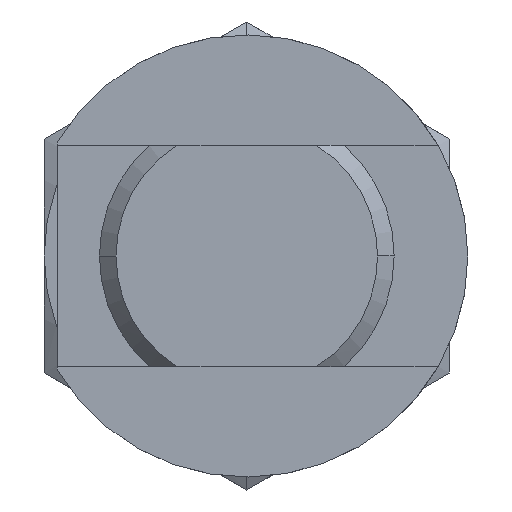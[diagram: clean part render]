
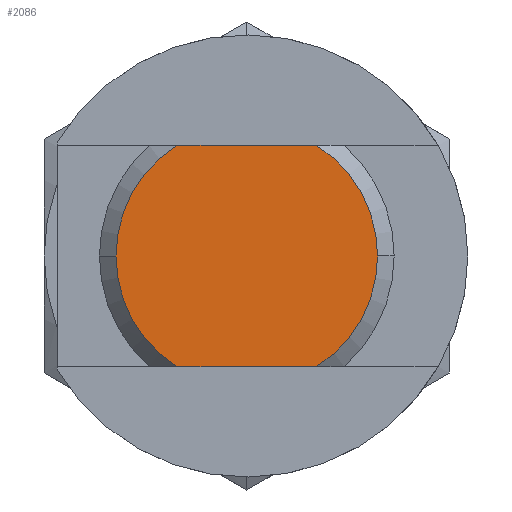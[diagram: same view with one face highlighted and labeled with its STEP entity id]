
A CAD part, front view. The second image highlights one B-rep face of the part: STEP entity #2086.
In plain terms, the highlighted planar face has unit normal (0, -1, 0).
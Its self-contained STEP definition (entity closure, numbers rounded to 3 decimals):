
#1065=CARTESIAN_POINT('',(7.1,0.0,0.));
#1066=VERTEX_POINT('',#1065);
#1073=CARTESIAN_POINT('',(3.796,0.0,-6.));
#1074=VERTEX_POINT('',#1073);
#1075=CARTESIAN_POINT('',(0.0,0.0,0.0));
#1076=DIRECTION('',(0.0,1.0,0.0));
#1077=DIRECTION('',(1.0,0.0,0.0));
#1078=AXIS2_PLACEMENT_3D('',#1075,#1076,#1077);
#1079=CIRCLE('',#1078,7.1);
#1080=EDGE_CURVE('',#1066,#1074,#1079,.T.);
#1154=CARTESIAN_POINT('',(-7.1,0.0,0.));
#1155=VERTEX_POINT('',#1154);
#1162=CARTESIAN_POINT('',(-3.796,0.0,6.));
#1163=VERTEX_POINT('',#1162);
#1164=CARTESIAN_POINT('',(0.0,0.0,0.0));
#1165=DIRECTION('',(0.0,1.0,0.0));
#1166=DIRECTION('',(-1.0,0.0,0.0));
#1167=AXIS2_PLACEMENT_3D('',#1164,#1165,#1166);
#1168=CIRCLE('',#1167,7.1);
#1169=EDGE_CURVE('',#1155,#1163,#1168,.T.);
#1203=CARTESIAN_POINT('',(-3.796,0.0,-6.));
#1204=VERTEX_POINT('',#1203);
#1218=CARTESIAN_POINT('',(0.0,0.0,0.0));
#1219=DIRECTION('',(0.0,1.0,0.0));
#1220=DIRECTION('',(-1.0,0.0,0.0));
#1221=AXIS2_PLACEMENT_3D('',#1218,#1219,#1220);
#1222=CIRCLE('',#1221,7.1);
#1223=EDGE_CURVE('',#1204,#1155,#1222,.T.);
#1259=CARTESIAN_POINT('',(3.796,0.0,6.));
#1260=VERTEX_POINT('',#1259);
#1261=CARTESIAN_POINT('',(3.796,0.0,6.));
#1262=DIRECTION('',(-1.0,0.0,0.0));
#1263=VECTOR('',#1262,7.592);
#1264=LINE('',#1261,#1263);
#1265=EDGE_CURVE('',#1260,#1163,#1264,.T.);
#1332=CARTESIAN_POINT('',(0.0,0.0,0.0));
#1333=DIRECTION('',(0.0,1.0,0.0));
#1334=DIRECTION('',(1.0,0.0,0.0));
#1335=AXIS2_PLACEMENT_3D('',#1332,#1333,#1334);
#1336=CIRCLE('',#1335,7.1);
#1337=EDGE_CURVE('',#1260,#1066,#1336,.T.);
#1414=CARTESIAN_POINT('',(-3.796,0.0,-6.));
#1415=DIRECTION('',(1.0,0.0,0.0));
#1416=VECTOR('',#1415,7.592);
#1417=LINE('',#1414,#1416);
#1418=EDGE_CURVE('',#1204,#1074,#1417,.T.);
#2073=CARTESIAN_POINT('',(-4.,0.0,0.0));
#2074=DIRECTION('',(0.0,-1.0,0.0));
#2075=DIRECTION('',(0.0,0.0,-1.0));
#2076=AXIS2_PLACEMENT_3D('',#2073,#2074,#2075);
#2077=PLANE('',#2076);
#2078=ORIENTED_EDGE('',*,*,#1223,.F.);
#2079=ORIENTED_EDGE('',*,*,#1418,.T.);
#2080=ORIENTED_EDGE('',*,*,#1080,.F.);
#2081=ORIENTED_EDGE('',*,*,#1337,.F.);
#2082=ORIENTED_EDGE('',*,*,#1265,.T.);
#2083=ORIENTED_EDGE('',*,*,#1169,.F.);
#2084=EDGE_LOOP('',(#2078,#2079,#2080,#2081,#2082,#2083));
#2085=FACE_OUTER_BOUND('',#2084,.T.);
#2086=ADVANCED_FACE('',(#2085),#2077,.T.);
